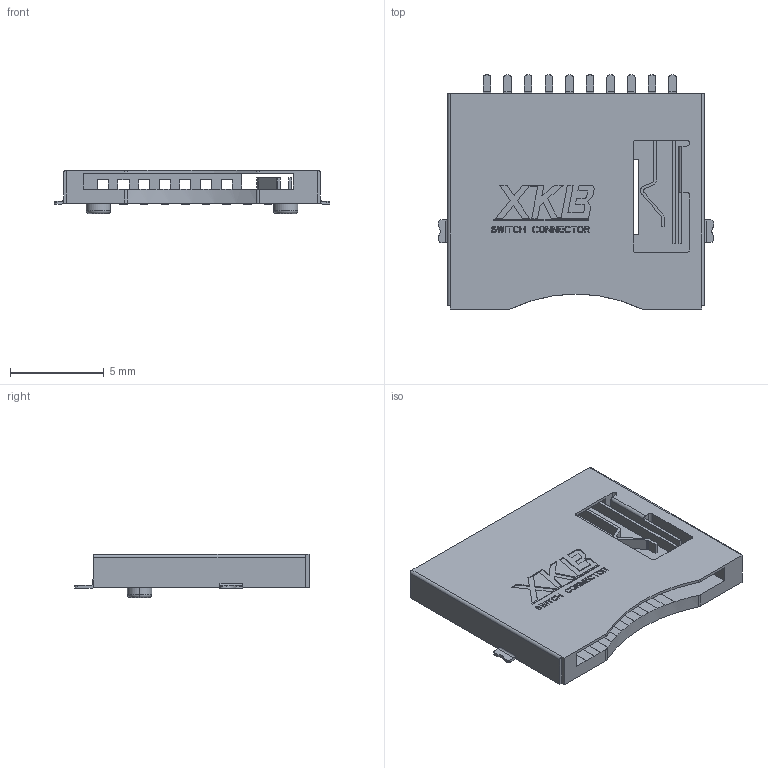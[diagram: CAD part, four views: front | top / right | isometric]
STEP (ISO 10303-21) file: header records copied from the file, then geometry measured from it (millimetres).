
FILE_DESCRIPTION((''),'2;1');
FILE_NAME('XKTF-005','2020-05-23T',('cwg'),(''),'PRO/ENGINEER BY PARAMETRIC TECHNOLOGY CORPORATION, 2010280','PRO/ENGINEER BY PARAMETRIC TECHNOLOGY CORPORATION, 2010280','');
FILE_SCHEMA(('CONFIG_CONTROL_DESIGN'));
Length unit declared in the file: millimetre
Products named in the file (1): XKTF-005
Bounding box: 14.7 x 12.5 x 2.3 mm (x, y, z)
Volume: 142.4 mm3; surface area: 682.1 mm2
Topology: 1 solids, 1 shells, 820 faces, 2375 edges, 1562 vertices
Faces by surface type: plane 739, cylinder 73, torus 4, extrusion 4
Entity records: 26637 total; most frequent: CARTESIAN_POINT 4819, ORIENTED_EDGE 4750, DIRECTION 4164, EDGE_CURVE 2375, VECTOR 2204, LINE 2200, VERTEX_POINT 1562, AXIS2_PLACEMENT_3D 980
